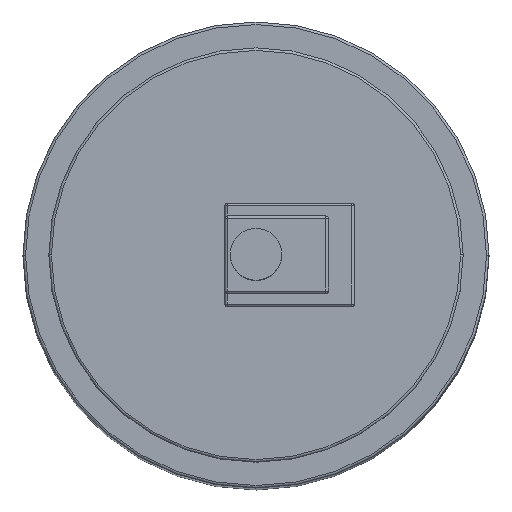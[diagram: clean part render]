
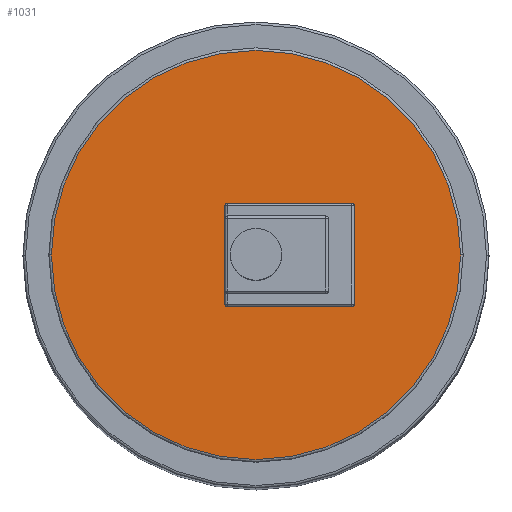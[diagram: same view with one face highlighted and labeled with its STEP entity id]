
A CAD part, top view. The second image highlights one B-rep face of the part: STEP entity #1031.
In plain terms, the highlighted planar face has unit normal (0, 0, 1).
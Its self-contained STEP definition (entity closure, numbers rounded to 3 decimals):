
#196=DIRECTION('',(1.,0.,0.));
#197=VECTOR('',#196,4.8);
#198=CARTESIAN_POINT('',(-1.1,-2.,54.));
#199=LINE('',#198,#197);
#200=DIRECTION('',(0.,1.,0.));
#201=VECTOR('',#200,3.8);
#202=CARTESIAN_POINT('',(3.8,-1.9,54.));
#203=LINE('',#202,#201);
#204=DIRECTION('',(-1.,0.,0.));
#205=VECTOR('',#204,4.8);
#206=CARTESIAN_POINT('',(3.7,2.,54.));
#207=LINE('',#206,#205);
#208=DIRECTION('',(0.,-1.,0.));
#209=VECTOR('',#208,3.8);
#210=CARTESIAN_POINT('',(-1.2,1.9,54.));
#211=LINE('',#210,#209);
#212=CARTESIAN_POINT('',(0.,0.,54.));
#213=DIRECTION('',(0.,0.,1.));
#214=DIRECTION('',(-1.,0.,0.));
#215=AXIS2_PLACEMENT_3D('',#212,#213,#214);
#217=CARTESIAN_POINT('',(0.,0.,54.));
#218=DIRECTION('',(0.,0.,1.));
#219=DIRECTION('',(1.,0.,0.));
#220=AXIS2_PLACEMENT_3D('',#217,#218,#219);
#234=CARTESIAN_POINT('',(3.7,-1.9,54.));
#235=DIRECTION('',(0.,0.,-1.));
#236=DIRECTION('',(1.,0.,0.));
#237=AXIS2_PLACEMENT_3D('',#234,#235,#236);
#520=CARTESIAN_POINT('',(3.7,1.9,54.));
#521=DIRECTION('',(0.,0.,-1.));
#522=DIRECTION('',(0.,1.,0.));
#523=AXIS2_PLACEMENT_3D('',#520,#521,#522);
#552=CARTESIAN_POINT('',(-1.1,1.9,54.));
#553=DIRECTION('',(0.,0.,-1.));
#554=DIRECTION('',(-1.,0.,0.));
#555=AXIS2_PLACEMENT_3D('',#552,#553,#554);
#557=CARTESIAN_POINT('',(-1.1,-1.9,54.));
#558=DIRECTION('',(0.,0.,-1.));
#559=DIRECTION('',(0.,-1.,0.));
#560=AXIS2_PLACEMENT_3D('',#557,#558,#559);
#652=CARTESIAN_POINT('',(-1.1,2.,54.));
#654=VERTEX_POINT('',#652);
#655=CARTESIAN_POINT('',(-1.2,1.9,54.));
#656=VERTEX_POINT('',#655);
#662=CARTESIAN_POINT('',(3.8,1.9,54.));
#664=VERTEX_POINT('',#662);
#665=CARTESIAN_POINT('',(3.7,2.,54.));
#666=VERTEX_POINT('',#665);
#672=CARTESIAN_POINT('',(3.7,-2.,54.));
#674=VERTEX_POINT('',#672);
#675=CARTESIAN_POINT('',(3.8,-1.9,54.));
#676=VERTEX_POINT('',#675);
#682=CARTESIAN_POINT('',(-1.2,-1.9,54.));
#684=VERTEX_POINT('',#682);
#685=CARTESIAN_POINT('',(-1.1,-2.,54.));
#686=VERTEX_POINT('',#685);
#691=CARTESIAN_POINT('',(-7.9,0.,54.));
#692=CARTESIAN_POINT('',(7.9,0.,54.));
#693=VERTEX_POINT('',#691);
#694=VERTEX_POINT('',#692);
#1003=CARTESIAN_POINT('',(0.,0.,54.));
#1004=DIRECTION('',(0.,0.,1.));
#1005=DIRECTION('',(1.,0.,0.));
#1006=AXIS2_PLACEMENT_3D('',#1003,#1004,#1005);
#1007=PLANE('',#1006);
#1009=ORIENTED_EDGE('',*,*,#1008,.F.);
#1010=ORIENTED_EDGE('',*,*,#986,.F.);
#1011=EDGE_LOOP('',(#1009,#1010));
#1012=FACE_OUTER_BOUND('',#1011,.F.);
#1014=ORIENTED_EDGE('',*,*,#1013,.T.);
#1016=ORIENTED_EDGE('',*,*,#1015,.F.);
#1018=ORIENTED_EDGE('',*,*,#1017,.T.);
#1020=ORIENTED_EDGE('',*,*,#1019,.F.);
#1022=ORIENTED_EDGE('',*,*,#1021,.T.);
#1024=ORIENTED_EDGE('',*,*,#1023,.F.);
#1026=ORIENTED_EDGE('',*,*,#1025,.T.);
#1028=ORIENTED_EDGE('',*,*,#1027,.F.);
#1029=EDGE_LOOP('',(#1014,#1016,#1018,#1020,#1022,#1024,#1026,#1028));
#1030=FACE_BOUND('',#1029,.F.);
#1031=ADVANCED_FACE('',(#1012,#1030),#1007,.T.);
#216=CIRCLE('',#215,7.9);
#221=CIRCLE('',#220,7.9);
#238=CIRCLE('',#237,0.1);
#524=CIRCLE('',#523,0.1);
#556=CIRCLE('',#555,0.1);
#561=CIRCLE('',#560,0.1);
#986=EDGE_CURVE('',#694,#693,#221,.T.);
#1008=EDGE_CURVE('',#693,#694,#216,.T.);
#1013=EDGE_CURVE('',#686,#674,#199,.T.);
#1015=EDGE_CURVE('',#676,#674,#238,.T.);
#1017=EDGE_CURVE('',#676,#664,#203,.T.);
#1019=EDGE_CURVE('',#666,#664,#524,.T.);
#1021=EDGE_CURVE('',#666,#654,#207,.T.);
#1023=EDGE_CURVE('',#656,#654,#556,.T.);
#1025=EDGE_CURVE('',#656,#684,#211,.T.);
#1027=EDGE_CURVE('',#686,#684,#561,.T.);
